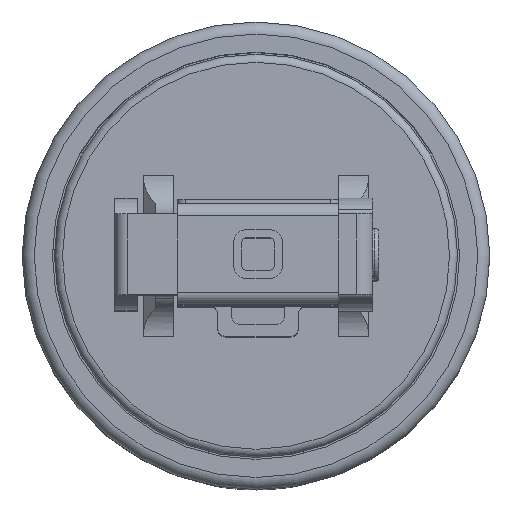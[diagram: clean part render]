
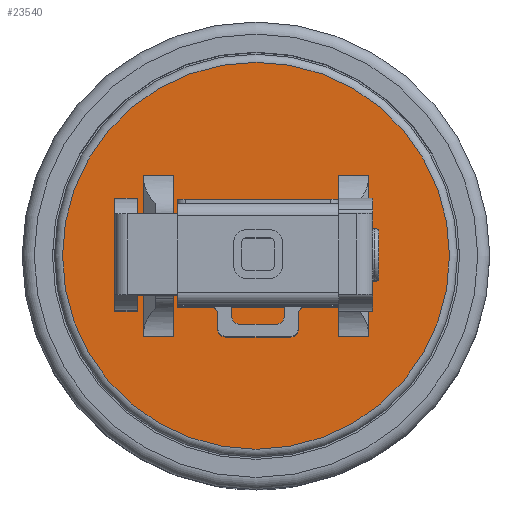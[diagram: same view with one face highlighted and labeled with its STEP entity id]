
A CAD part, top view. The second image highlights one B-rep face of the part: STEP entity #23540.
In plain terms, the highlighted planar face has unit normal (0, 0, 1).
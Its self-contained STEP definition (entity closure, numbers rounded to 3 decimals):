
#1574=FACE_BOUND('',#4191,.T.);
#1575=FACE_BOUND('',#4192,.T.);
#1576=FACE_BOUND('',#4193,.T.);
#1849=PLANE('',#25510);
#2717=FACE_OUTER_BOUND('',#4190,.T.);
#4190=EDGE_LOOP('',(#17946));
#4191=EDGE_LOOP('',(#17947,#17948,#17949,#17950));
#4192=EDGE_LOOP('',(#17951,#17952,#17953,#17954));
#4193=EDGE_LOOP('',(#17955));
#5787=LINE('',#34843,#7761);
#5793=LINE('',#34864,#7767);
#5797=LINE('',#34877,#7771);
#5803=LINE('',#34898,#7777);
#5808=LINE('',#34908,#7782);
#5811=LINE('',#34921,#7785);
#5816=LINE('',#34939,#7790);
#5819=LINE('',#34952,#7793);
#7761=VECTOR('',#28933,10.);
#7767=VECTOR('',#28951,10.);
#7771=VECTOR('',#28963,10.);
#7777=VECTOR('',#28981,10.);
#7782=VECTOR('',#28992,10.);
#7785=VECTOR('',#29007,10.);
#7790=VECTOR('',#29030,10.);
#7793=VECTOR('',#29045,10.);
#9506=CIRCLE('',#25505,11.4);
#9510=CIRCLE('',#25511,48.);
#10597=VERTEX_POINT('',#34839);
#10599=VERTEX_POINT('',#34842);
#10607=VERTEX_POINT('',#34861);
#10608=VERTEX_POINT('',#34863);
#10611=VERTEX_POINT('',#34873);
#10613=VERTEX_POINT('',#34876);
#10621=VERTEX_POINT('',#34895);
#10622=VERTEX_POINT('',#34897);
#10639=VERTEX_POINT('',#34961);
#10642=VERTEX_POINT('',#34971);
#13256=EDGE_CURVE('',#10597,#10599,#5787,.T.);
#13266=EDGE_CURVE('',#10607,#10608,#5793,.T.);
#13272=EDGE_CURVE('',#10611,#10613,#5797,.T.);
#13282=EDGE_CURVE('',#10621,#10622,#5803,.T.);
#13288=EDGE_CURVE('',#10597,#10608,#5808,.T.);
#13295=EDGE_CURVE('',#10611,#10622,#5811,.T.);
#13304=EDGE_CURVE('',#10607,#10599,#5816,.F.);
#13311=EDGE_CURVE('',#10621,#10613,#5819,.F.);
#13315=EDGE_CURVE('',#10639,#10639,#9506,.T.);
#13320=EDGE_CURVE('',#10642,#10642,#9510,.T.);
#17946=ORIENTED_EDGE('',*,*,#13320,.F.);
#17947=ORIENTED_EDGE('',*,*,#13288,.T.);
#17948=ORIENTED_EDGE('',*,*,#13266,.F.);
#17949=ORIENTED_EDGE('',*,*,#13304,.T.);
#17950=ORIENTED_EDGE('',*,*,#13256,.F.);
#17951=ORIENTED_EDGE('',*,*,#13295,.T.);
#17952=ORIENTED_EDGE('',*,*,#13282,.F.);
#17953=ORIENTED_EDGE('',*,*,#13311,.T.);
#17954=ORIENTED_EDGE('',*,*,#13272,.F.);
#17955=ORIENTED_EDGE('',*,*,#13315,.F.);
#23540=ADVANCED_FACE('',(#2717,#1574,#1575,#1576),#1849,.F.);
#25505=AXIS2_PLACEMENT_3D('',#34962,#29057,#29058);
#25510=AXIS2_PLACEMENT_3D('',#34970,#29068,#29069);
#25511=AXIS2_PLACEMENT_3D('',#34972,#29070,#29071);
#28933=DIRECTION('',(1.,0.,0.));
#28951=DIRECTION('',(-1.,0.,0.));
#28963=DIRECTION('',(-1.,0.,0.));
#28981=DIRECTION('',(1.,0.,0.));
#28992=DIRECTION('',(0.,1.,0.));
#29007=DIRECTION('',(0.,-1.,0.));
#29030=DIRECTION('',(0.,1.,0.));
#29045=DIRECTION('',(0.,-1.,0.));
#29057=DIRECTION('center_axis',(0.,0.,1.));
#29058=DIRECTION('ref_axis',(1.,0.,0.));
#29068=DIRECTION('center_axis',(0.,0.,-1.));
#29069=DIRECTION('ref_axis',(1.,0.,0.));
#29070=DIRECTION('center_axis',(0.,0.,-1.));
#29071=DIRECTION('ref_axis',(1.,0.,0.));
#34839=CARTESIAN_POINT('',(-12.,-18.749,-56.5));
#34842=CARTESIAN_POINT('',(-4.5,-18.749,-56.5));
#34843=CARTESIAN_POINT('',(3.5,-18.749,-56.5));
#34861=CARTESIAN_POINT('',(-4.5,21.249,-56.5));
#34863=CARTESIAN_POINT('',(-12.,21.249,-56.5));
#34864=CARTESIAN_POINT('',(6.,21.249,-56.5));
#34873=CARTESIAN_POINT('',(44.,21.249,-56.5));
#34876=CARTESIAN_POINT('',(36.5,21.249,-56.5));
#34877=CARTESIAN_POINT('',(28.5,21.249,-56.5));
#34895=CARTESIAN_POINT('',(36.5,-18.749,-56.5));
#34897=CARTESIAN_POINT('',(44.,-18.749,-56.5));
#34898=CARTESIAN_POINT('',(26.,-18.749,-56.5));
#34908=CARTESIAN_POINT('',(-12.,3.875,-56.5));
#34921=CARTESIAN_POINT('',(44.,-1.375,-56.5));
#34939=CARTESIAN_POINT('',(-4.5,-4.,-56.5));
#34952=CARTESIAN_POINT('',(36.5,6.5,-56.5));
#34961=CARTESIAN_POINT('',(27.4,1.25,-56.5));
#34962=CARTESIAN_POINT('Origin',(16.,1.25,-56.5));
#34970=CARTESIAN_POINT('Origin',(16.,1.25,-56.5));
#34971=CARTESIAN_POINT('',(64.,1.25,-56.5));
#34972=CARTESIAN_POINT('Origin',(16.,1.25,-56.5));
